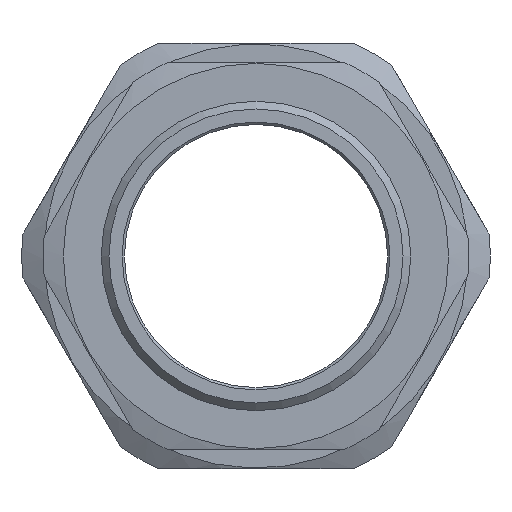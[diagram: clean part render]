
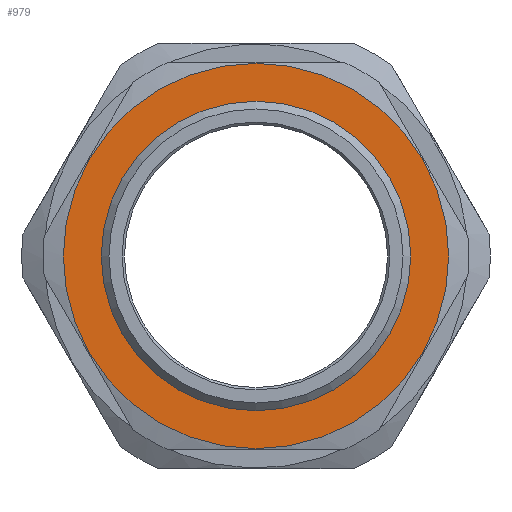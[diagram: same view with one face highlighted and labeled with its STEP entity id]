
A CAD part, left-side view. The second image highlights one B-rep face of the part: STEP entity #979.
In plain terms, the highlighted planar face has unit normal (-1, 0, 0).
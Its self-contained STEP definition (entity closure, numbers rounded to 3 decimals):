
#26 = AXIS2_PLACEMENT_3D ( 'NONE', #2340, #1193, #2521 ) ;
#198 = CARTESIAN_POINT ( 'NONE',  ( 15., 0., 20. ) ) ;
#284 = ORIENTED_EDGE ( 'NONE', *, *, #1960, .F. ) ;
#518 = AXIS2_PLACEMENT_3D ( 'NONE', #1642, #1485, #1726 ) ;
#602 = CARTESIAN_POINT ( 'NONE',  ( 15., 0., -24.9 ) ) ;
#675 = EDGE_LOOP ( 'NONE', ( #2406 ) ) ;
#704 = DIRECTION ( 'NONE',  ( 1., 0., 0. ) ) ;
#854 = VERTEX_POINT ( 'NONE', #198 ) ;
#979 = ADVANCED_FACE ( 'NONE', ( #1850, #1781 ), #1190, .F. ) ;
#1131 = EDGE_LOOP ( 'NONE', ( #284 ) ) ;
#1190 = PLANE ( 'NONE',  #518 ) ;
#1193 = DIRECTION ( 'NONE',  ( -1., 0., 0. ) ) ;
#1422 = VERTEX_POINT ( 'NONE', #602 ) ;
#1485 = DIRECTION ( 'NONE',  ( 1., 0., 0. ) ) ;
#1491 = CIRCLE ( 'NONE', #26, 20. ) ;
#1633 = CIRCLE ( 'NONE', #1944, 24.9 ) ;
#1642 = CARTESIAN_POINT ( 'NONE',  ( 15., 0., -28. ) ) ;
#1726 = DIRECTION ( 'NONE',  ( 0., 0., -1. ) ) ;
#1781 = FACE_BOUND ( 'NONE', #1131, .T. ) ;
#1850 = FACE_OUTER_BOUND ( 'NONE', #675, .T. ) ;
#1944 = AXIS2_PLACEMENT_3D ( 'NONE', #1980, #704, #2167 ) ;
#1960 = EDGE_CURVE ( 'NONE', #854, #854, #1491, .T. ) ;
#1980 = CARTESIAN_POINT ( 'NONE',  ( 15., 0., 0. ) ) ;
#2167 = DIRECTION ( 'NONE',  ( 0., 0., -1. ) ) ;
#2340 = CARTESIAN_POINT ( 'NONE',  ( 15., 0., 0. ) ) ;
#2363 = EDGE_CURVE ( 'NONE', #1422, #1422, #1633, .T. ) ;
#2406 = ORIENTED_EDGE ( 'NONE', *, *, #2363, .F. ) ;
#2521 = DIRECTION ( 'NONE',  ( 0., 0., 1. ) ) ;
